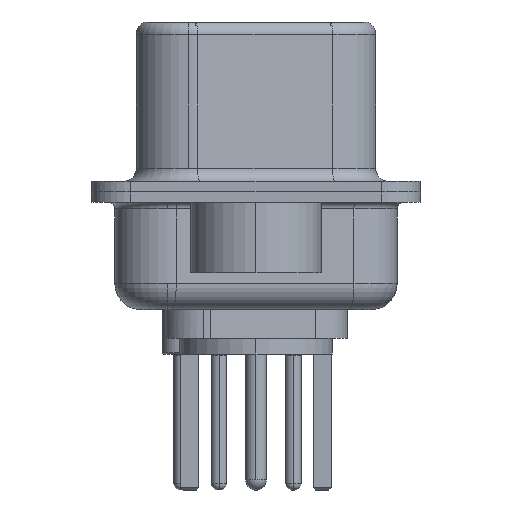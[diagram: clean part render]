
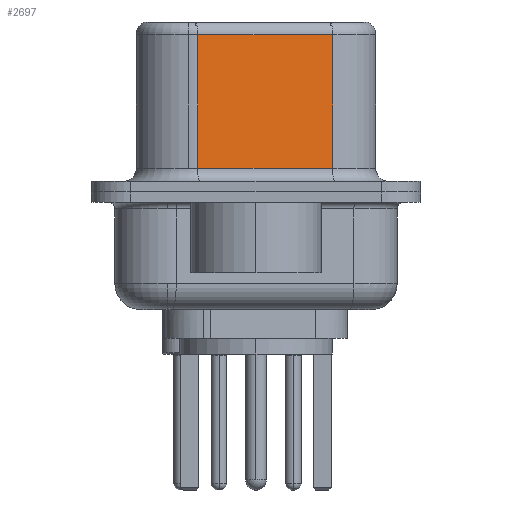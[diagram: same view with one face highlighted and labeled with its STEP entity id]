
A CAD part, left-side view. The second image highlights one B-rep face of the part: STEP entity #2697.
In plain terms, the highlighted planar face has unit normal (-0.985, -0.174, 0).
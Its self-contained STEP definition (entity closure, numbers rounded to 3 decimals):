
#534 = CARTESIAN_POINT ( 'NONE',  ( 4.58, -2.927, 6.02 ) ) ;
#2697 = ADVANCED_FACE ( 'NONE', ( #2776 ), #16781, .F. ) ;
#2709 = EDGE_CURVE ( 'NONE', #20547, #3112, #7923, .T. ) ;
#2776 = FACE_OUTER_BOUND ( 'NONE', #9613, .T. ) ;
#3112 = VERTEX_POINT ( 'NONE', #17866 ) ;
#3830 = VECTOR ( 'NONE', #21293, 1000. ) ;
#4296 = DIRECTION ( 'NONE',  ( 0.174, -0.985, 0. ) ) ;
#4957 = CARTESIAN_POINT ( 'NONE',  ( 4.58, -2.927, 6.02 ) ) ;
#6885 = DIRECTION ( 'NONE',  ( -0.174, 0.985, 0. ) ) ;
#7371 = CARTESIAN_POINT ( 'NONE',  ( 4.58, -2.927, 6.52 ) ) ;
#7923 = LINE ( 'NONE', #10175, #19103 ) ;
#8356 = VECTOR ( 'NONE', #9797, 1000. ) ;
#9228 = ORIENTED_EDGE ( 'NONE', *, *, #14587, .F. ) ;
#9337 = ORIENTED_EDGE ( 'NONE', *, *, #18467, .T. ) ;
#9367 = ORIENTED_EDGE ( 'NONE', *, *, #23699, .T. ) ;
#9551 = DIRECTION ( 'NONE',  ( -0.174, 0.985, 0. ) ) ;
#9613 = EDGE_LOOP ( 'NONE', ( #9228, #9337, #9367, #11515 ) ) ;
#9793 = DIRECTION ( 'NONE',  ( 0.985, 0.174, 0. ) ) ;
#9797 = DIRECTION ( 'NONE',  ( 0., 0., -1. ) ) ;
#9903 = VERTEX_POINT ( 'NONE', #534 ) ;
#10175 = CARTESIAN_POINT ( 'NONE',  ( 4.58, -2.927, 0.9 ) ) ;
#10186 = VERTEX_POINT ( 'NONE', #15258 ) ;
#11515 = ORIENTED_EDGE ( 'NONE', *, *, #2709, .T. ) ;
#11982 = LINE ( 'NONE', #4957, #21902 ) ;
#13693 = LINE ( 'NONE', #15740, #8356 ) ;
#14318 = LINE ( 'NONE', #7371, #3830 ) ;
#14587 = EDGE_CURVE ( 'NONE', #9903, #3112, #14318, .T. ) ;
#15258 = CARTESIAN_POINT ( 'NONE',  ( 3.67, 2.233, 6.02 ) ) ;
#15740 = CARTESIAN_POINT ( 'NONE',  ( 3.67, 2.233, 6.52 ) ) ;
#16781 = PLANE ( 'NONE',  #17874 ) ;
#17866 = CARTESIAN_POINT ( 'NONE',  ( 4.58, -2.927, 0.9 ) ) ;
#17874 = AXIS2_PLACEMENT_3D ( 'NONE', #22006, #9793, #9551 ) ;
#18467 = EDGE_CURVE ( 'NONE', #9903, #10186, #11982, .T. ) ;
#19103 = VECTOR ( 'NONE', #4296, 1000. ) ;
#19940 = CARTESIAN_POINT ( 'NONE',  ( 3.67, 2.233, 0.9 ) ) ;
#20547 = VERTEX_POINT ( 'NONE', #19940 ) ;
#21293 = DIRECTION ( 'NONE',  ( 0., 0., -1. ) ) ;
#21902 = VECTOR ( 'NONE', #6885, 1000. ) ;
#22006 = CARTESIAN_POINT ( 'NONE',  ( 4.58, -2.927, 6.52 ) ) ;
#23699 = EDGE_CURVE ( 'NONE', #10186, #20547, #13693, .T. ) ;
